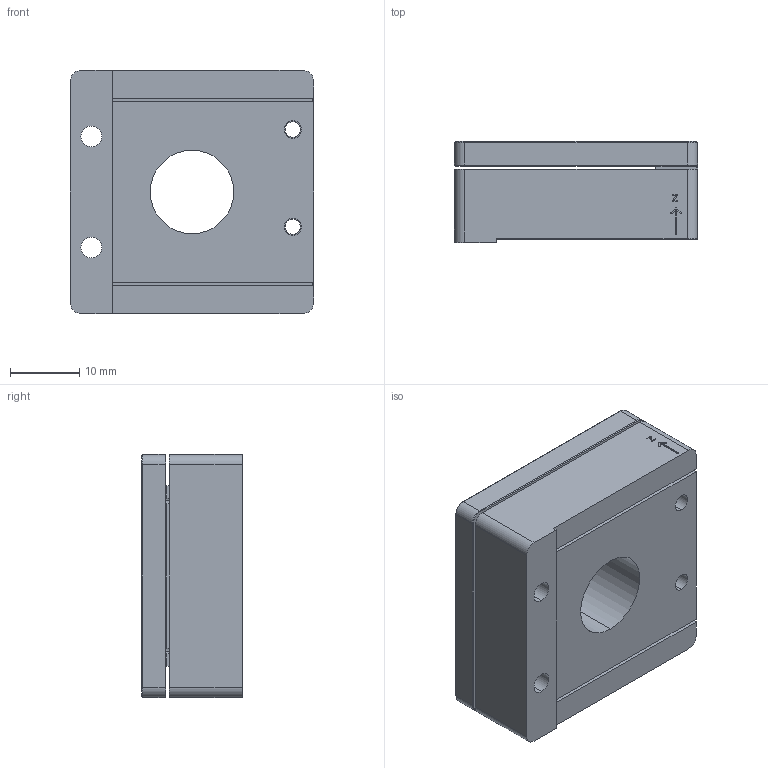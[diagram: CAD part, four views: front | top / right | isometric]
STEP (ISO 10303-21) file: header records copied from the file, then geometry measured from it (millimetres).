
FILE_DESCRIPTION (( 'STEP AP214' ), '1' );
FILE_NAME ('35z_web.STEP', '2024-04-19T03:04:03', ( '' ), ( '' ), 'SwSTEP 2.0', 'SolidWorks 2020', '' );
FILE_SCHEMA (( 'AUTOMOTIVE_DESIGN' ));
Length unit declared in the file: millimetre
Products named in the file (1): 35z_web
Bounding box: 35 x 14.5 x 35 mm (x, y, z)
Volume: 14313.2 mm3; surface area: 8545.5 mm2
Topology: 2 solids, 2 shells, 1279 faces, 3561 edges, 2344 vertices
Faces by surface type: bspline 856, plane 297, cone 70, cylinder 56
Entity records: 60837 total; most frequent: CARTESIAN_POINT 19653, ORIENTED_EDGE 7122, EDGE_CURVE 3561, DIRECTION 2883, VERTEX_POINT 2344, B_SPLINE_CURVE_WITH_KNOTS 1712, LINE 1663, VECTOR 1663
